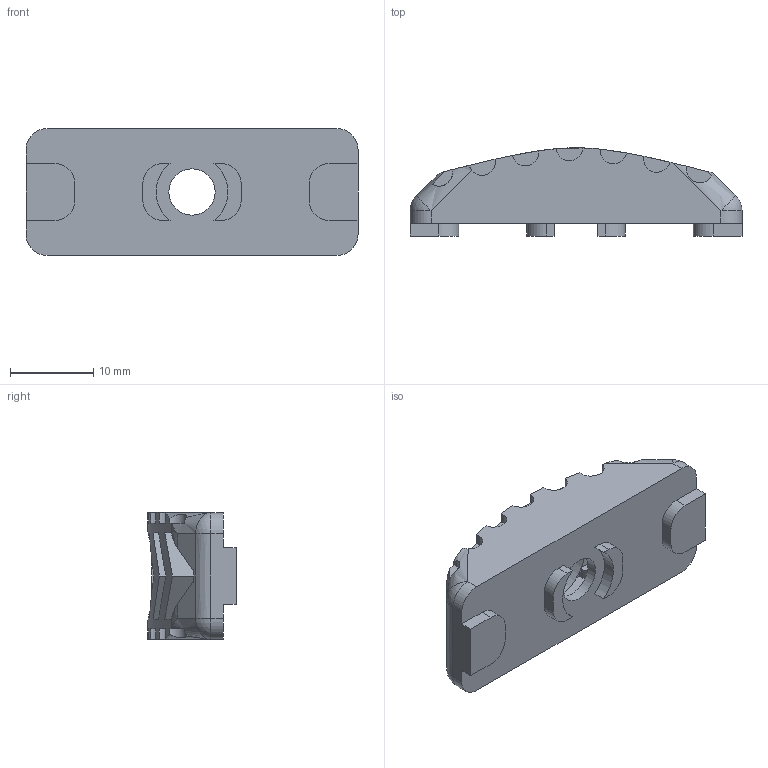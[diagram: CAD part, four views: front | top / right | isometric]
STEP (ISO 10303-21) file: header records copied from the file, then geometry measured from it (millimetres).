
FILE_DESCRIPTION(/* description */ (''),/* implementation_level */ '2;1');
FILE_NAME(/* name */ 'Hump v6.step',/* time_stamp */ '2022-06-03T12:55:08-05:00',/* author */ (''),/* organization */ (''),/* preprocessor_version */ 'ST-DEVELOPER v19',/* originating_system */ 'Autodesk Translation Framework v11.7.0.108',/* authorisation */ '');
FILE_SCHEMA (('AUTOMOTIVE_DESIGN { 1 0 10303 214 3 1 1 }'));
Length unit declared in the file: inch
Products named in the file (1): Hump
Bounding box: 39.88 x 10.6 x 15.24 mm (x, y, z)
Volume: 3451.9 mm3; surface area: 2536.2 mm2
Topology: 1 solids, 1 shells, 124 faces, 351 edges, 233 vertices
Faces by surface type: plane 76, cylinder 30, bspline 13, sphere 4, cone 1
Full cylindrical faces by diameter (mm): 5.563 x1, 10.693 x1
Entity records: 4763 total; most frequent: CARTESIAN_POINT 1783, ORIENTED_EDGE 702, DIRECTION 493, EDGE_CURVE 351, VERTEX_POINT 233, AXIS2_PLACEMENT_3D 179, B_SPLINE_CURVE_WITH_KNOTS 149, LINE 135
